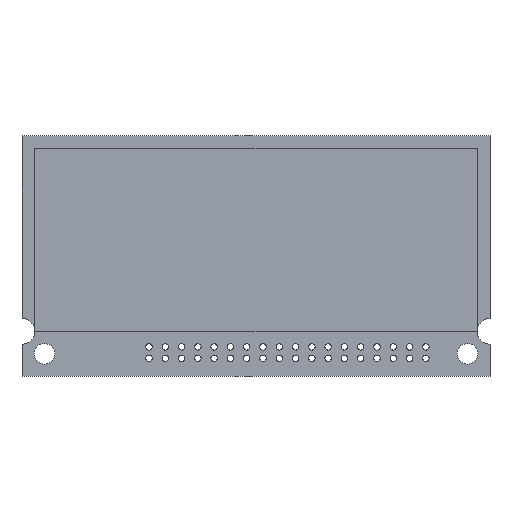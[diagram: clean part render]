
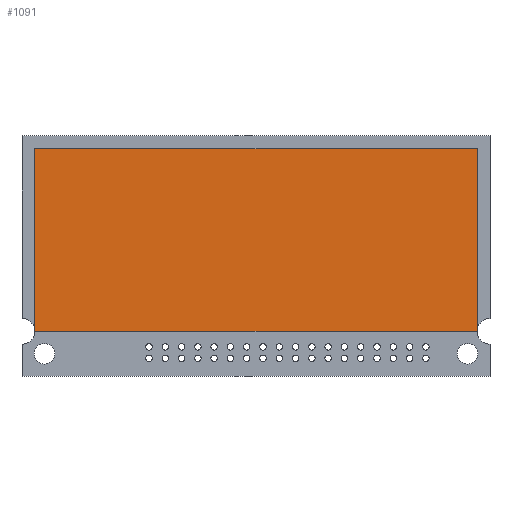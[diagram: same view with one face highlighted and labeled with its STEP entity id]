
A CAD part, top view. The second image highlights one B-rep face of the part: STEP entity #1091.
In plain terms, the highlighted planar face has unit normal (0, 0, 1).
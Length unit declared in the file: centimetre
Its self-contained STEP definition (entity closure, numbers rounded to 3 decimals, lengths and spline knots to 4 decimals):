
#295=VERTEX_POINT('',#1767);
#296=VERTEX_POINT('',#1768);
#299=VERTEX_POINT('',#1776);
#301=VERTEX_POINT('',#1782);
#323=VECTOR('',#1500,1.);
#327=VECTOR('',#1505,1.);
#330=VECTOR('',#1509,1.);
#333=VECTOR('',#1513,1.);
#355=LINE('',#1766,#323);
#359=LINE('',#1775,#327);
#362=LINE('',#1781,#330);
#365=LINE('',#1787,#333);
#467=EDGE_CURVE('',#295,#296,#355,.T.);
#471=EDGE_CURVE('',#296,#299,#359,.T.);
#474=EDGE_CURVE('',#299,#301,#362,.T.);
#477=EDGE_CURVE('',#301,#295,#365,.T.);
#695=ORIENTED_EDGE('',*,*,#467,.F.);
#696=ORIENTED_EDGE('',*,*,#477,.F.);
#697=ORIENTED_EDGE('',*,*,#474,.F.);
#698=ORIENTED_EDGE('',*,*,#471,.F.);
#869=EDGE_LOOP('',(#695,#696,#697,#698));
#1037=FACE_BOUND('',#869,.T.);
#1091=ADVANCED_FACE('',(#1037),#1807,.T.);
#1225=AXIS2_PLACEMENT_3D('',#1789,#1515,$);
#1500=DIRECTION('',(1.,0.,0.));
#1505=DIRECTION('',(0.,-1.,0.));
#1509=DIRECTION('',(-1.,0.,0.));
#1513=DIRECTION('',(0.,1.,0.));
#1515=DIRECTION('',(0.,0.,1.));
#1766=CARTESIAN_POINT('',(6.9,2.85,0.9));
#1767=CARTESIAN_POINT('',(0.,2.85,0.9));
#1768=CARTESIAN_POINT('',(6.9,2.85,0.9));
#1775=CARTESIAN_POINT('',(6.9,0.,0.9));
#1776=CARTESIAN_POINT('',(6.9,0.,0.9));
#1781=CARTESIAN_POINT('',(0.,0.,0.9));
#1782=CARTESIAN_POINT('',(0.,0.,0.9));
#1787=CARTESIAN_POINT('',(0.,2.85,0.9));
#1789=CARTESIAN_POINT('',(3.45,1.425,0.9));
#1807=PLANE('',#1225);
